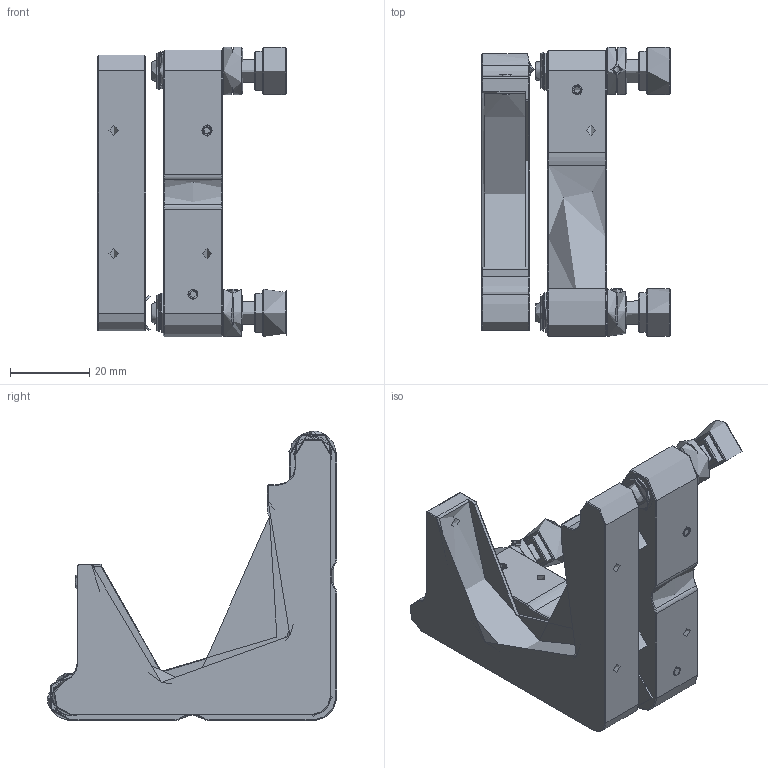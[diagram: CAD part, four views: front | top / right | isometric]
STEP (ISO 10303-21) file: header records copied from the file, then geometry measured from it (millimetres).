
FILE_DESCRIPTION (( 'STEP AP203' ), '1' );
FILE_NAME ('519954.STEP', '2025-02-07T07:05:52', ( 'Windows User' ), ( 'P R C' ), 'SwSTEP 2.0', 'SolidWorks 2020', '' );
FILE_SCHEMA (( 'CONFIG_CONTROL_DESIGN' ));
Length unit declared in the file: millimetre
Products named in the file (1): 519954
Bounding box: 47.43 x 73 x 73 mm (x, y, z)
Topology: 0 solids, 34 shells, 347 faces, 924 edges, 608 vertices
Faces by surface type: plane 155, cone 96, cylinder 86, bspline 10
Full cylindrical faces by diameter (mm): 2.5 x10, 3 x6, 3.3 x1, 4 x4, 5 x3, 6 x10, 7.5 x2, 8 x2, 9.5 x3, 10 x3, 12 x4
Entity records: 14326 total; most frequent: CARTESIAN_POINT 6585, DIRECTION 1522, ORIENTED_EDGE 1386, EDGE_CURVE 765, AXIS2_PLACEMENT_3D 607, VERTEX_POINT 552, EDGE_LOOP 520, FACE_OUTER_BOUND 391
